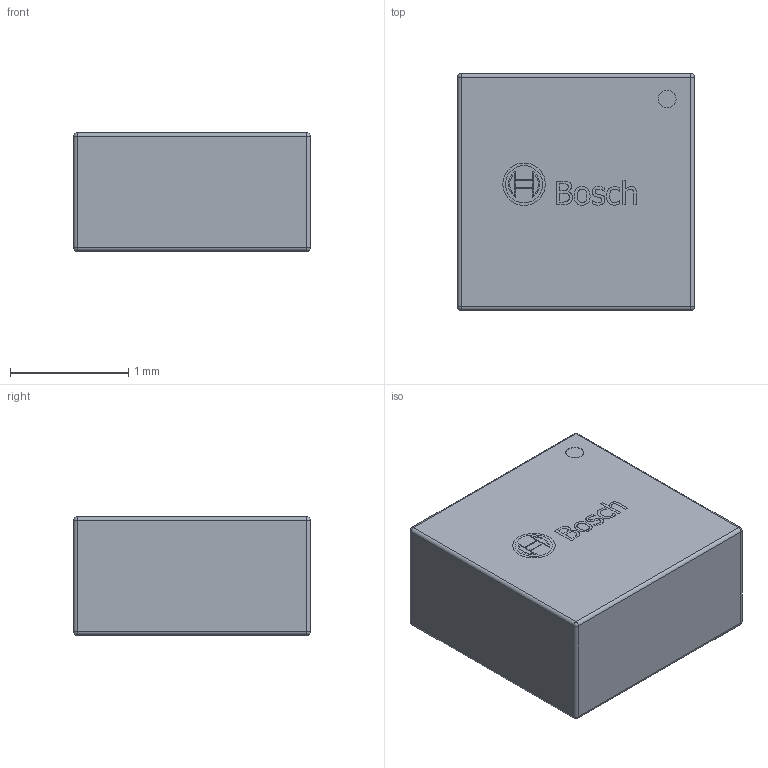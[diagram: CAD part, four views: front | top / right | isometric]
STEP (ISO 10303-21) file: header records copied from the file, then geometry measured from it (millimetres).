
FILE_DESCRIPTION(/* description */ (''),/* implementation_level */ '2;1');
FILE_NAME(/* name */ 'BMA400.stp',/* time_stamp */ '2021-05-06T05:12:32+02:00',/* author */ ('AbuBakr'),/* organization */ (''),/* preprocessor_version */ 'ST-DEVELOPER v17',/* originating_system */ 'Autodesk Inventor 2019',/* authorisation */ '');
FILE_SCHEMA (('AUTOMOTIVE_DESIGN { 1 0 10303 214 3 1 1 }'));
Length unit declared in the file: millimetre
Products named in the file (5): BMA400; 1; 2; 2_1; Pin1_Dot
Assembly tree (4 placements, depth 2):
  BMA400
    1
    2
    2_1
    Pin1_Dot
Bounding box: 2 x 2 x 1 mm (x, y, z)
Volume: 4 mm3; surface area: 19.5 mm2
Topology: 22 solids, 22 shells, 284 faces, 657 edges, 430 vertices
Faces by surface type: plane 201, bspline 56, cylinder 19, sphere 8
Full cylindrical faces by diameter (mm): 0.15 x1, 0.314 x1, 0.359 x1
Entity records: 8543 total; most frequent: CARTESIAN_POINT 2108, ORIENTED_EDGE 1314, DIRECTION 1057, EDGE_CURVE 657, LINE 507, VECTOR 507, VERTEX_POINT 430, EDGE_LOOP 311
